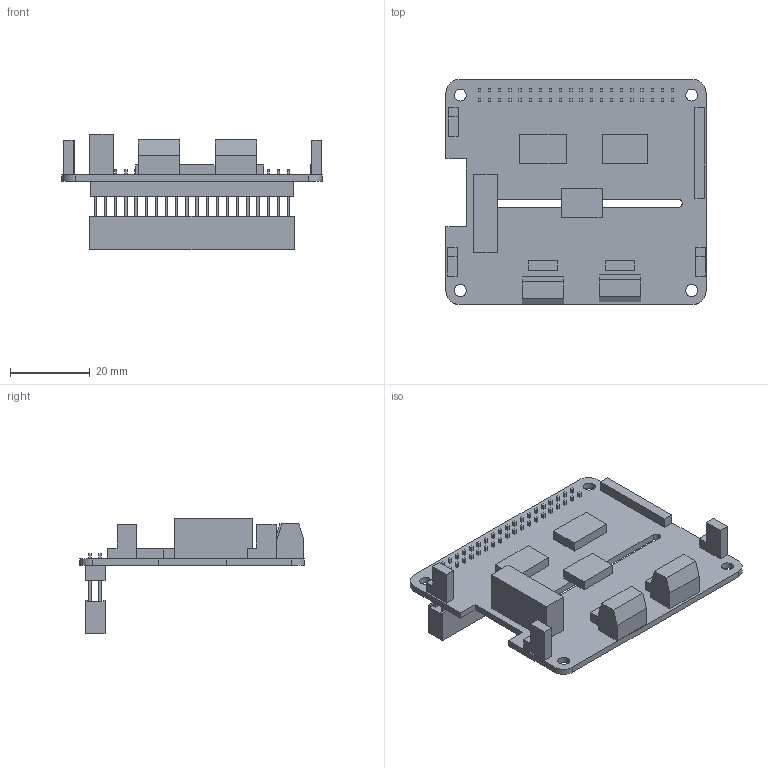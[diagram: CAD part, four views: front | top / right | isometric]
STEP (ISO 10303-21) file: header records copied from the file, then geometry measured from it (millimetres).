
FILE_DESCRIPTION((''),'2;1');
FILE_NAME('J25-2_ASM','2020-10-16T',('Administrator'),(''),'PRO/ENGINEER BY PARAMETRIC TECHNOLOGY CORPORATION, 2002350','PRO/ENGINEER BY PARAMETRIC TECHNOLOGY CORPORATION, 2002350','');
FILE_SCHEMA(('CONFIG_CONTROL_DESIGN'));
Length unit declared in the file: millimetre
Products named in the file (3): J25-2; J25-3; J25-2_ASM
Assembly tree (2 placements, depth 2):
  J25-2_ASM
    J25-2
    J25-3
Bounding box: 65.2 x 56.4 x 28.95 mm (x, y, z)
Volume: 12306.1 mm3; surface area: 12650.2 mm2
Topology: 2 solids, 2 shells, 313 faces, 774 edges, 514 vertices
Faces by surface type: plane 299, cylinder 14
Entity records: 9205 total; most frequent: CARTESIAN_POINT 1606, ORIENTED_EDGE 1548, DIRECTION 1438, EDGE_CURVE 774, VECTOR 746, LINE 746, VERTEX_POINT 514, EDGE_LOOP 374
